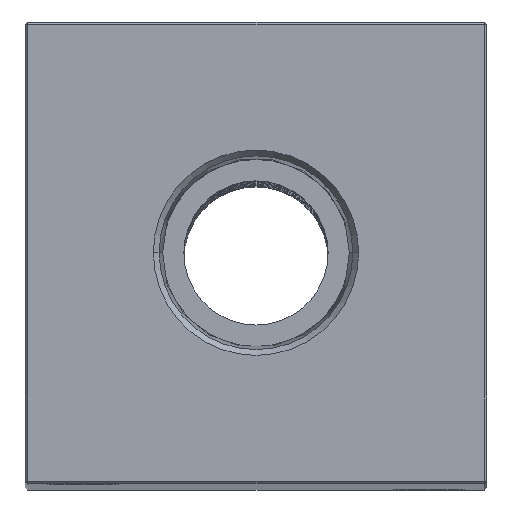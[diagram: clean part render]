
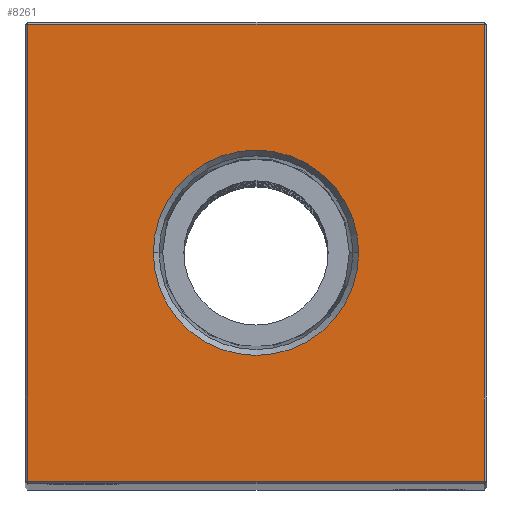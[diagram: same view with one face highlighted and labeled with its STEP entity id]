
A CAD part, top view. The second image highlights one B-rep face of the part: STEP entity #8261.
In plain terms, the highlighted planar face has unit normal (0, 0, 1).
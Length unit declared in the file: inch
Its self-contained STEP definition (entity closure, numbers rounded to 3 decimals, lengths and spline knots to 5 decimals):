
#363 = EDGE_LOOP ( 'NONE', ( #7346, #15771, #10555, #3360 ) ) ;
#579 = ORIENTED_EDGE ( 'NONE', *, *, #26679, .F. ) ;
#1091 = LINE ( 'NONE', #3089, #10901 ) ;
#1232 = DIRECTION ( 'NONE',  ( 0., -1., 0. ) ) ;
#1481 = AXIS2_PLACEMENT_3D ( 'NONE', #13075, #7341, #6921 ) ;
#1501 = CIRCLE ( 'NONE', #17457, 0.44487 ) ;
#3089 = CARTESIAN_POINT ( 'NONE',  ( -0.99, 0., 16.25 ) ) ;
#3360 = ORIENTED_EDGE ( 'NONE', *, *, #3723, .T. ) ;
#3469 = EDGE_CURVE ( 'NONE', #15523, #9856, #1091, .T. ) ;
#3603 = CARTESIAN_POINT ( 'NONE',  ( -0.44487, 0., 16.25 ) ) ;
#3723 = EDGE_CURVE ( 'NONE', #26416, #15523, #4631, .T. ) ;
#4029 = VERTEX_POINT ( 'NONE', #26193 ) ;
#4094 = VECTOR ( 'NONE', #17633, 39.37008 ) ;
#4230 = CARTESIAN_POINT ( 'NONE',  ( 0.99, 0., 16.25 ) ) ;
#4516 = EDGE_CURVE ( 'NONE', #9856, #19940, #14939, .T. ) ;
#4569 = EDGE_CURVE ( 'NONE', #19940, #26416, #17079, .T. ) ;
#4631 = LINE ( 'NONE', #17354, #4094 ) ;
#4656 = CIRCLE ( 'NONE', #1481, 0.44487 ) ;
#4774 = CARTESIAN_POINT ( 'NONE',  ( -0.99, 0.99, 16.25 ) ) ;
#5464 = VECTOR ( 'NONE', #5800, 39.37008 ) ;
#5800 = DIRECTION ( 'NONE',  ( 0., 1., 0. ) ) ;
#6921 = DIRECTION ( 'NONE',  ( 1., 0., 0. ) ) ;
#7341 = DIRECTION ( 'NONE',  ( 0., 0., 1. ) ) ;
#7346 = ORIENTED_EDGE ( 'NONE', *, *, #3469, .T. ) ;
#7711 = DIRECTION ( 'NONE',  ( 0., 0., -1. ) ) ;
#8261 = ADVANCED_FACE ( 'NONE', ( #20294, #22847 ), #22424, .F. ) ;
#9219 = CARTESIAN_POINT ( 'NONE',  ( -0.99, -0.99, 16.25 ) ) ;
#9856 = VERTEX_POINT ( 'NONE', #9219 ) ;
#10555 = ORIENTED_EDGE ( 'NONE', *, *, #4569, .T. ) ;
#10901 = VECTOR ( 'NONE', #1232, 39.37008 ) ;
#11837 = VECTOR ( 'NONE', #21367, 39.37008 ) ;
#12491 = EDGE_CURVE ( 'NONE', #13809, #4029, #1501, .T. ) ;
#12617 = DIRECTION ( 'NONE',  ( 1., 0., 0. ) ) ;
#13075 = CARTESIAN_POINT ( 'NONE',  ( 0., 0., 16.25 ) ) ;
#13809 = VERTEX_POINT ( 'NONE', #3603 ) ;
#14939 = LINE ( 'NONE', #23378, #11837 ) ;
#15523 = VERTEX_POINT ( 'NONE', #4774 ) ;
#15771 = ORIENTED_EDGE ( 'NONE', *, *, #4516, .T. ) ;
#17040 = CARTESIAN_POINT ( 'NONE',  ( 0., 0., 16.25 ) ) ;
#17079 = LINE ( 'NONE', #4230, #5464 ) ;
#17354 = CARTESIAN_POINT ( 'NONE',  ( 0., 0.99, 16.25 ) ) ;
#17430 = CARTESIAN_POINT ( 'NONE',  ( 0.99, -0.99, 16.25 ) ) ;
#17457 = AXIS2_PLACEMENT_3D ( 'NONE', #17040, #27923, #12617 ) ;
#17633 = DIRECTION ( 'NONE',  ( -1., 0., 0. ) ) ;
#17974 = ORIENTED_EDGE ( 'NONE', *, *, #12491, .F. ) ;
#18296 = CARTESIAN_POINT ( 'NONE',  ( 0., 0., 16.25 ) ) ;
#19940 = VERTEX_POINT ( 'NONE', #17430 ) ;
#20294 = FACE_OUTER_BOUND ( 'NONE', #363, .T. ) ;
#20436 = DIRECTION ( 'NONE',  ( -1., 0., 0. ) ) ;
#21367 = DIRECTION ( 'NONE',  ( 1., 0., 0. ) ) ;
#22424 = PLANE ( 'NONE',  #24421 ) ;
#22847 = FACE_BOUND ( 'NONE', #24715, .T. ) ;
#23378 = CARTESIAN_POINT ( 'NONE',  ( 0., -0.99, 16.25 ) ) ;
#24421 = AXIS2_PLACEMENT_3D ( 'NONE', #18296, #7711, #20436 ) ;
#24715 = EDGE_LOOP ( 'NONE', ( #579, #17974 ) ) ;
#26193 = CARTESIAN_POINT ( 'NONE',  ( 0.44487, 0., 16.25 ) ) ;
#26416 = VERTEX_POINT ( 'NONE', #26966 ) ;
#26679 = EDGE_CURVE ( 'NONE', #4029, #13809, #4656, .T. ) ;
#26966 = CARTESIAN_POINT ( 'NONE',  ( 0.99, 0.99, 16.25 ) ) ;
#27923 = DIRECTION ( 'NONE',  ( 0., 0., 1. ) ) ;
